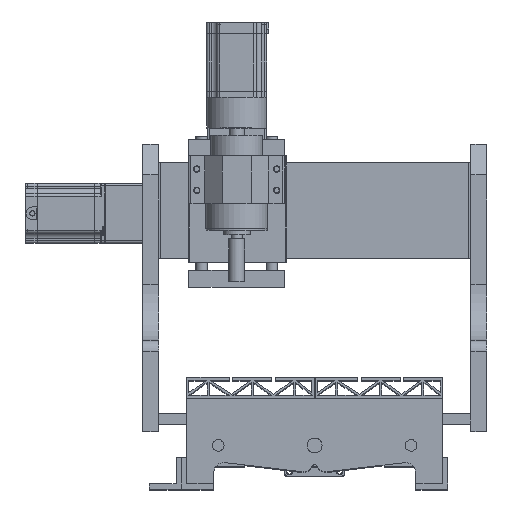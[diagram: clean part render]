
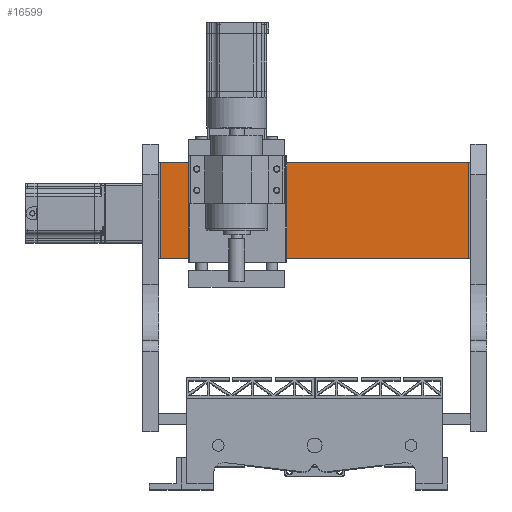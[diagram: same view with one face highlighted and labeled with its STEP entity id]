
A CAD part, top view. The second image highlights one B-rep face of the part: STEP entity #16599.
In plain terms, the highlighted planar face has unit normal (0, 0, 1).
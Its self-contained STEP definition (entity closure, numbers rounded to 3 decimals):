
#7522=ORIENTED_EDGE('',*,*,#9659,.T.);
#7523=ORIENTED_EDGE('',*,*,#9660,.F.);
#7524=ORIENTED_EDGE('',*,*,#9661,.T.);
#7525=ORIENTED_EDGE('',*,*,#9662,.F.);
#9659=EDGE_CURVE('',#11005,#11006,#11908,.T.);
#9660=EDGE_CURVE('',#11007,#11006,#11909,.T.);
#9661=EDGE_CURVE('',#11007,#11008,#11910,.T.);
#9662=EDGE_CURVE('',#11005,#11008,#11911,.T.);
#11005=VERTEX_POINT('',#34258);
#11006=VERTEX_POINT('',#34259);
#11007=VERTEX_POINT('',#34261);
#11008=VERTEX_POINT('',#34263);
#11908=LINE('',#34257,#12805);
#11909=LINE('',#34260,#12806);
#11910=LINE('',#34262,#12807);
#11911=LINE('',#34264,#12808);
#12805=VECTOR('',#23337,1000.);
#12806=VECTOR('',#23338,1000.);
#12807=VECTOR('',#23339,1000.);
#12808=VECTOR('',#23340,1000.);
#14034=EDGE_LOOP('',(#7522,#7523,#7524,#7525));
#15277=FACE_BOUND('',#14034,.T.);
#15722=PLANE('',#18889);
#16599=ADVANCED_FACE('',(#15277),#15722,.T.);
#18889=AXIS2_PLACEMENT_3D('',#34256,#23335,#23336);
#23335=DIRECTION('',(0.,0.,1.));
#23336=DIRECTION('',(1.,0.,0.));
#23337=DIRECTION('',(1.,0.,0.));
#23338=DIRECTION('',(0.,-1.,0.));
#23339=DIRECTION('',(-1.,0.,0.));
#23340=DIRECTION('',(0.,1.,0.));
#34256=CARTESIAN_POINT('',(0.,0.,2.));
#34257=CARTESIAN_POINT('',(-64.41,-75.494,2.));
#34258=CARTESIAN_POINT('',(-62.41,-75.494,2.));
#34259=CARTESIAN_POINT('',(226.59,-75.494,2.));
#34260=CARTESIAN_POINT('',(226.59,-75.494,2.));
#34261=CARTESIAN_POINT('',(226.59,15.506,2.));
#34262=CARTESIAN_POINT('',(228.59,15.506,2.));
#34263=CARTESIAN_POINT('',(-62.41,15.506,2.));
#34264=CARTESIAN_POINT('',(-62.41,15.506,2.));
